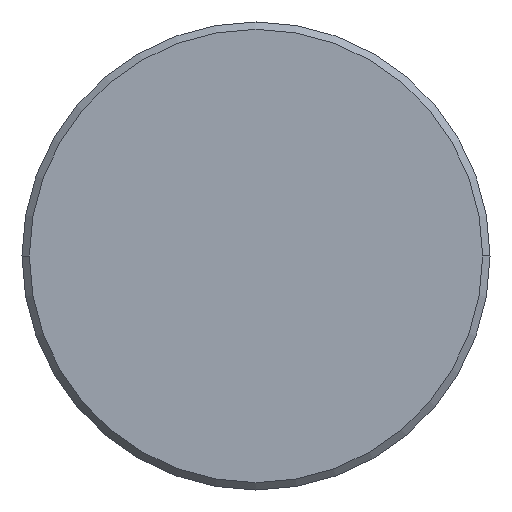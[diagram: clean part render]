
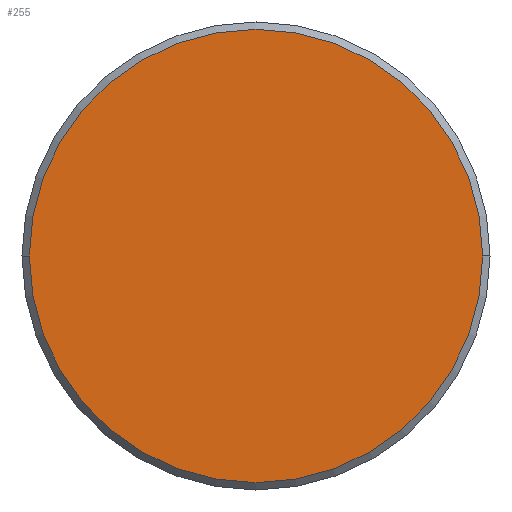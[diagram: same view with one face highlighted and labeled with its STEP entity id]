
A CAD part, left-side view. The second image highlights one B-rep face of the part: STEP entity #255.
In plain terms, the highlighted planar face has unit normal (-1, 0, 0).
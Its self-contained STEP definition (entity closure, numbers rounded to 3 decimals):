
#15 = CARTESIAN_POINT ( 'NONE',  ( -56.15, -9.225, 0. ) ) ;
#41 = EDGE_CURVE ( 'NONE', #201, #111, #291, .T. ) ;
#45 = DIRECTION ( 'NONE',  ( 0., -1., 0. ) ) ;
#65 = EDGE_CURVE ( 'NONE', #111, #201, #277, .T. ) ;
#72 = CARTESIAN_POINT ( 'NONE',  ( -56.15, 9.225, 0. ) ) ;
#87 = AXIS2_PLACEMENT_3D ( 'NONE', #113, #274, #136 ) ;
#91 = DIRECTION ( 'NONE',  ( 1., 0., 0. ) ) ;
#98 = CARTESIAN_POINT ( 'NONE',  ( -56.15, 0., 0. ) ) ;
#108 = EDGE_LOOP ( 'NONE', ( #234, #273 ) ) ;
#111 = VERTEX_POINT ( 'NONE', #15 ) ;
#113 = CARTESIAN_POINT ( 'NONE',  ( -56.15, 0., 0. ) ) ;
#129 = FACE_OUTER_BOUND ( 'NONE', #108, .T. ) ;
#136 = DIRECTION ( 'NONE',  ( 0., 1., 0. ) ) ;
#182 = DIRECTION ( 'NONE',  ( -1., 0., 0. ) ) ;
#201 = VERTEX_POINT ( 'NONE', #72 ) ;
#225 = CARTESIAN_POINT ( 'NONE',  ( -56.15, 0., 0. ) ) ;
#234 = ORIENTED_EDGE ( 'NONE', *, *, #41, .F. ) ;
#246 = DIRECTION ( 'NONE',  ( 0., 1., 0. ) ) ;
#255 = ADVANCED_FACE ( 'NONE', ( #129 ), #301, .T. ) ;
#268 = AXIS2_PLACEMENT_3D ( 'NONE', #98, #182, #45 ) ;
#273 = ORIENTED_EDGE ( 'NONE', *, *, #65, .F. ) ;
#274 = DIRECTION ( 'NONE',  ( 1., 0., 0. ) ) ;
#277 = CIRCLE ( 'NONE', #87, 9.225 ) ;
#291 = CIRCLE ( 'NONE', #310, 9.225 ) ;
#301 = PLANE ( 'NONE',  #268 ) ;
#310 = AXIS2_PLACEMENT_3D ( 'NONE', #225, #91, #246 ) ;
